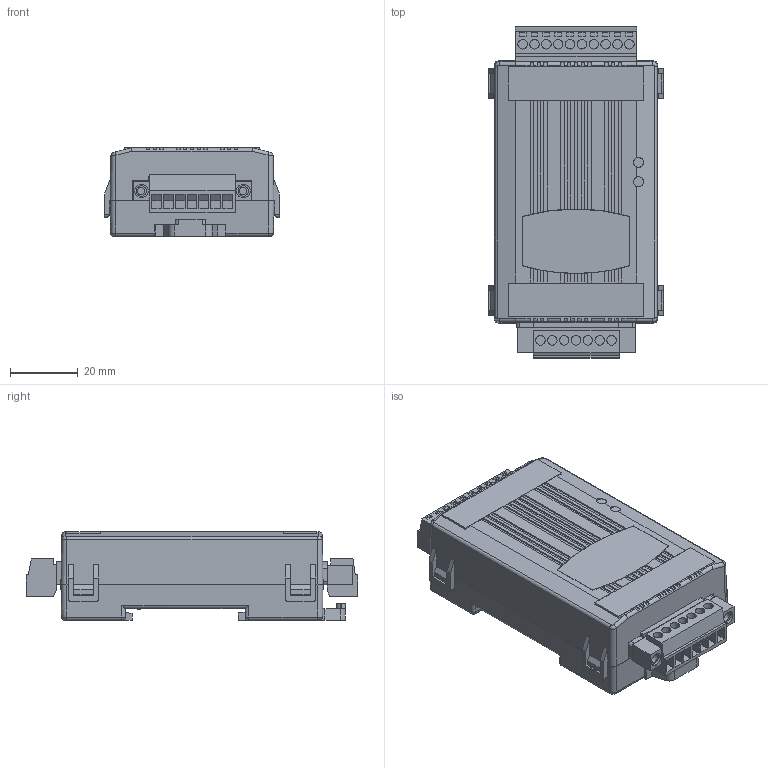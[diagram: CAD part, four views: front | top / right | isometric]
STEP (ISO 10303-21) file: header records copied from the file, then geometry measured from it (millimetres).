
FILE_DESCRIPTION (( 'STEP AP203' ), '1' );
FILE_NAME ('tM_7P_10P.STEP', '2016-06-07T01:39:22', ( 'user' ), ( '' ), 'SwSTEP 2.0', 'SolidWorks 2013', '' );
FILE_SCHEMA (( 'CONFIG_CONTROL_DESIGN' ));
Length unit declared in the file: millimetre
Products named in the file (14): tM_7P_10P_PCB; tDS-700; tds-03.sldasm-Part-1; 開關-2; tds-03.sldasm-Part-2; SMD LED0603-5-1; tM-P8_U; SMD LED0603-5; 導光柱; 7pin有法蘭3.5; tM_7P_10P; 7pin有螺絲3.50connecter; MC420-350_10; ME030-35010
Assembly tree (14 placements, depth 3):
  tM_7P_10P
    tM_7P_10P_PCB
      tDS-700
      開關-2
      SMD LED0603-5-1
      SMD LED0603-5
      7pin有法蘭3.5
      7pin有螺絲3.50connecter
      MC420-350_10
      ME030-35010
    tds-03.sldasm-Part-1
    tds-03.sldasm-Part-2
    tM-P8_U
    導光柱  x2
Bounding box: 51.6 x 98 x 26.2 mm (x, y, z)
Volume: 37187.1 mm3; surface area: 48275.9 mm2
Topology: 13 solids, 13 shells, 1696 faces, 4380 edges, 2838 vertices
Faces by surface type: plane 1499, cylinder 173, sphere 16, bspline 8
Entity records: 52214 total; most frequent: CARTESIAN_POINT 9364, ORIENTED_EDGE 8736, DIRECTION 8065, EDGE_CURVE 4368, VECTOR 3915, LINE 3915, VERTEX_POINT 2830, AXIS2_PLACEMENT_3D 2075
